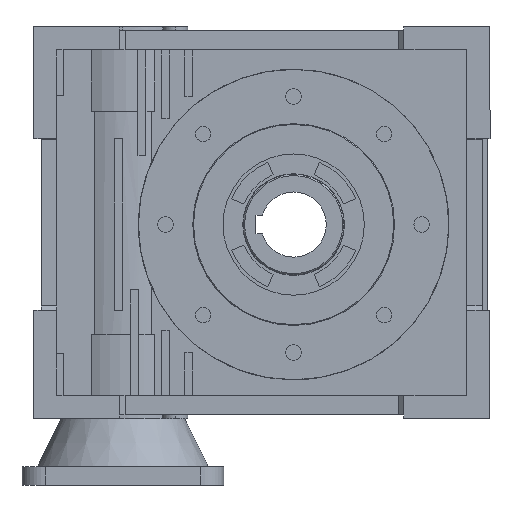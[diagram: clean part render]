
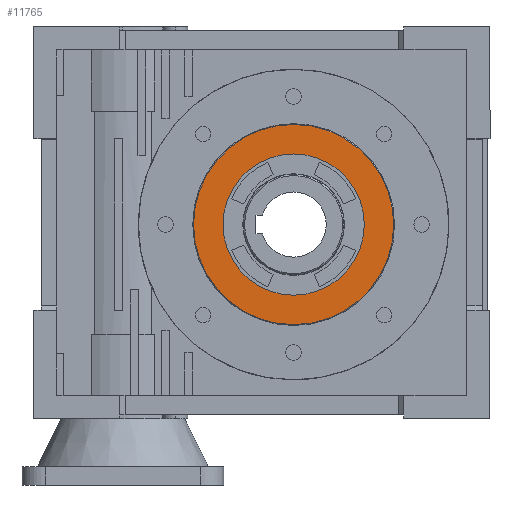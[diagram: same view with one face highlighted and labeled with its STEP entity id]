
A CAD part, left-side view. The second image highlights one B-rep face of the part: STEP entity #11765.
In plain terms, the highlighted planar face has unit normal (-1, 0, 0).
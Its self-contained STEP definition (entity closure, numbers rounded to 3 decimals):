
#137 = DIRECTION ( 'NONE',  ( 1., 0., 0. ) ) ;
#275 = CIRCLE ( 'NONE', #682, 45.5 ) ;
#682 = AXIS2_PLACEMENT_3D ( 'NONE', #22667, #137, #1919 ) ;
#907 = EDGE_CURVE ( 'NONE', #12859, #11189, #19239, .T. ) ;
#973 = DIRECTION ( 'NONE',  ( 1., 0., 0. ) ) ;
#1588 = DIRECTION ( 'NONE',  ( 0., 0., 1. ) ) ;
#1919 = DIRECTION ( 'NONE',  ( 0., 0., -1. ) ) ;
#1984 = CIRCLE ( 'NONE', #15187, 64.5 ) ;
#2063 = ORIENTED_EDGE ( 'NONE', *, *, #907, .T. ) ;
#3897 = EDGE_LOOP ( 'NONE', ( #22249, #18214 ) ) ;
#4206 = EDGE_CURVE ( 'NONE', #8533, #13112, #10181, .T. ) ;
#5136 = CARTESIAN_POINT ( 'NONE',  ( -77.5, 0., 0. ) ) ;
#5201 = AXIS2_PLACEMENT_3D ( 'NONE', #5136, #12202, #1588 ) ;
#6179 = AXIS2_PLACEMENT_3D ( 'NONE', #14994, #973, #13530 ) ;
#7413 = DIRECTION ( 'NONE',  ( -1., 0., 0. ) ) ;
#7631 = ORIENTED_EDGE ( 'NONE', *, *, #8435, .T. ) ;
#7671 = AXIS2_PLACEMENT_3D ( 'NONE', #14447, #7413, #21395 ) ;
#8435 = EDGE_CURVE ( 'NONE', #11189, #12859, #275, .T. ) ;
#8533 = VERTEX_POINT ( 'NONE', #17939 ) ;
#9124 = CARTESIAN_POINT ( 'NONE',  ( -77.5, 0., -45.5 ) ) ;
#9877 = DIRECTION ( 'NONE',  ( -1., 0., 0. ) ) ;
#10181 = CIRCLE ( 'NONE', #5201, 64.5 ) ;
#10182 = EDGE_LOOP ( 'NONE', ( #7631, #2063 ) ) ;
#10975 = CARTESIAN_POINT ( 'NONE',  ( -77.5, 0., 0. ) ) ;
#11189 = VERTEX_POINT ( 'NONE', #17869 ) ;
#11765 = ADVANCED_FACE ( 'NONE', ( #11874, #19038 ), #21316, .T. ) ;
#11874 = FACE_OUTER_BOUND ( 'NONE', #3897, .T. ) ;
#12122 = CARTESIAN_POINT ( 'NONE',  ( -77.5, 0., 64.5 ) ) ;
#12202 = DIRECTION ( 'NONE',  ( -1., 0., 0. ) ) ;
#12859 = VERTEX_POINT ( 'NONE', #9124 ) ;
#13112 = VERTEX_POINT ( 'NONE', #12122 ) ;
#13442 = DIRECTION ( 'NONE',  ( 0., 0., 1. ) ) ;
#13530 = DIRECTION ( 'NONE',  ( 0., 0., -1. ) ) ;
#14447 = CARTESIAN_POINT ( 'NONE',  ( -77.5, 0., 0. ) ) ;
#14895 = EDGE_CURVE ( 'NONE', #13112, #8533, #1984, .T. ) ;
#14994 = CARTESIAN_POINT ( 'NONE',  ( -77.5, 0., 0. ) ) ;
#15187 = AXIS2_PLACEMENT_3D ( 'NONE', #10975, #9877, #13442 ) ;
#17869 = CARTESIAN_POINT ( 'NONE',  ( -77.5, 0., 45.5 ) ) ;
#17939 = CARTESIAN_POINT ( 'NONE',  ( -77.5, 0., -64.5 ) ) ;
#18214 = ORIENTED_EDGE ( 'NONE', *, *, #14895, .T. ) ;
#19038 = FACE_BOUND ( 'NONE', #10182, .T. ) ;
#19239 = CIRCLE ( 'NONE', #6179, 45.5 ) ;
#21316 = PLANE ( 'NONE',  #7671 ) ;
#21395 = DIRECTION ( 'NONE',  ( 0., 0., -1. ) ) ;
#22249 = ORIENTED_EDGE ( 'NONE', *, *, #4206, .T. ) ;
#22667 = CARTESIAN_POINT ( 'NONE',  ( -77.5, 0., 0. ) ) ;
